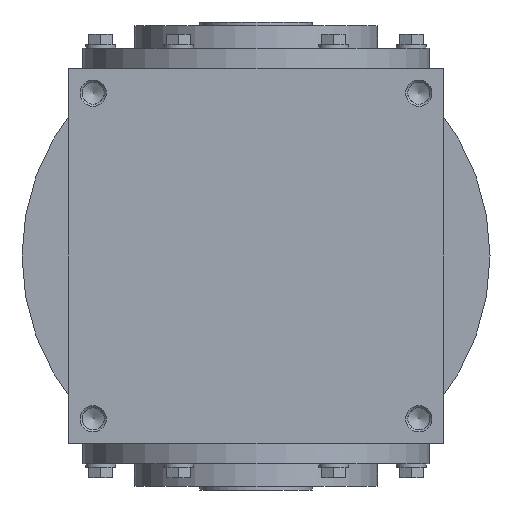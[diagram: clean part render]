
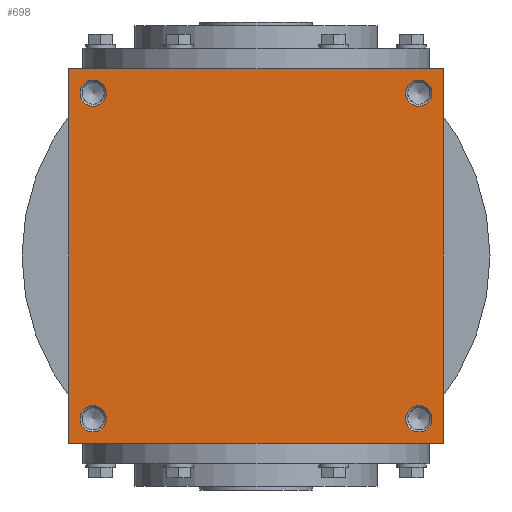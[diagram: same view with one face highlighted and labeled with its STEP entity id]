
A CAD part, left-side view. The second image highlights one B-rep face of the part: STEP entity #698.
In plain terms, the highlighted face is planar.
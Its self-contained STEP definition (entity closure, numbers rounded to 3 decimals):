
#698 = ADVANCED_FACE( '', ( #1396, #1397, #1398, #1399, #1400 ), #1401, .F. );
#1396 = FACE_BOUND( '', #2116, .T. );
#1397 = FACE_BOUND( '', #2117, .T. );
#1398 = FACE_BOUND( '', #2118, .T. );
#1399 = FACE_BOUND( '', #2119, .T. );
#1400 = FACE_OUTER_BOUND( '', #2120, .T. );
#1401 = PLANE( '', #2121 );
#2116 = EDGE_LOOP( '', ( #3325 ) );
#2117 = EDGE_LOOP( '', ( #3326 ) );
#2118 = EDGE_LOOP( '', ( #3327 ) );
#2119 = EDGE_LOOP( '', ( #3328 ) );
#2120 = EDGE_LOOP( '', ( #3329, #3330, #3331, #3332 ) );
#2121 = AXIS2_PLACEMENT_3D( '', #3333, #3334, #3335 );
#3325 = ORIENTED_EDGE( '', *, *, #4048, .F. );
#3326 = ORIENTED_EDGE( '', *, *, #4131, .T. );
#3327 = ORIENTED_EDGE( '', *, *, #3778, .F. );
#3328 = ORIENTED_EDGE( '', *, *, #4132, .T. );
#3329 = ORIENTED_EDGE( '', *, *, #3906, .F. );
#3330 = ORIENTED_EDGE( '', *, *, #4133, .F. );
#3331 = ORIENTED_EDGE( '', *, *, #3954, .F. );
#3332 = ORIENTED_EDGE( '', *, *, #4134, .F. );
#3333 = CARTESIAN_POINT( '', ( 0., 0., -100. ) );
#3334 = DIRECTION( '', ( 0., 0., 1. ) );
#3335 = DIRECTION( '', ( 1., 0., 0. ) );
#3778 = EDGE_CURVE( '', #4358, #4358, #4359, .T. );
#3906 = EDGE_CURVE( '', #4557, #4558, #4559, .T. );
#3954 = EDGE_CURVE( '', #4634, #4635, #4636, .T. );
#4048 = EDGE_CURVE( '', #4756, #4756, #4757, .T. );
#4131 = EDGE_CURVE( '', #4861, #4861, #4862, .T. );
#4132 = EDGE_CURVE( '', #4863, #4863, #4864, .T. );
#4133 = EDGE_CURVE( '', #4635, #4557, #4865, .T. );
#4134 = EDGE_CURVE( '', #4558, #4634, #4866, .T. );
#4358 = VERTEX_POINT( '', #5147 );
#4359 = CIRCLE( '', #5148, 7. );
#4557 = VERTEX_POINT( '', #5409 );
#4558 = VERTEX_POINT( '', #5410 );
#4559 = LINE( '', #5411, #5412 );
#4634 = VERTEX_POINT( '', #5509 );
#4635 = VERTEX_POINT( '', #5510 );
#4636 = LINE( '', #5511, #5512 );
#4756 = VERTEX_POINT( '', #5672 );
#4757 = CIRCLE( '', #5673, 7. );
#4861 = VERTEX_POINT( '', #5794 );
#4862 = CIRCLE( '', #5795, 7. );
#4863 = VERTEX_POINT( '', #5796 );
#4864 = CIRCLE( '', #5797, 7. );
#4865 = LINE( '', #5798, #5799 );
#4866 = LINE( '', #5800, #5801 );
#5147 = CARTESIAN_POINT( '', ( -94., -87., -100. ) );
#5148 = AXIS2_PLACEMENT_3D( '', #6039, #6040, #6041 );
#5409 = CARTESIAN_POINT( '', ( -100., 100., -100. ) );
#5410 = CARTESIAN_POINT( '', ( -100., -100., -100. ) );
#5411 = CARTESIAN_POINT( '', ( -100., 100., -100. ) );
#5412 = VECTOR( '', #6253, 1000. );
#5509 = CARTESIAN_POINT( '', ( 100., -100., -100. ) );
#5510 = CARTESIAN_POINT( '', ( 100., 100., -100. ) );
#5511 = CARTESIAN_POINT( '', ( 100., -100., -100. ) );
#5512 = VECTOR( '', #6343, 1000. );
#5672 = CARTESIAN_POINT( '', ( -94., 87., -100. ) );
#5673 = AXIS2_PLACEMENT_3D( '', #6462, #6463, #6464 );
#5794 = CARTESIAN_POINT( '', ( 94., 87., -100. ) );
#5795 = AXIS2_PLACEMENT_3D( '', #6567, #6568, #6569 );
#5796 = CARTESIAN_POINT( '', ( 94., -87., -100. ) );
#5797 = AXIS2_PLACEMENT_3D( '', #6570, #6571, #6572 );
#5798 = CARTESIAN_POINT( '', ( 100., 100., -100. ) );
#5799 = VECTOR( '', #6573, 1000. );
#5800 = CARTESIAN_POINT( '', ( -100., -100., -100. ) );
#5801 = VECTOR( '', #6574, 1000. );
#6039 = CARTESIAN_POINT( '', ( -87., -87., -100. ) );
#6040 = DIRECTION( '', ( 0., 0., -1. ) );
#6041 = DIRECTION( '', ( -1., 0., 0. ) );
#6253 = DIRECTION( '', ( 0., -1., 0. ) );
#6343 = DIRECTION( '', ( 0., 1., 0. ) );
#6462 = CARTESIAN_POINT( '', ( -87., 87., -100. ) );
#6463 = DIRECTION( '', ( 0., 0., -1. ) );
#6464 = DIRECTION( '', ( -1., 0., 0. ) );
#6567 = CARTESIAN_POINT( '', ( 87., 87., -100. ) );
#6568 = DIRECTION( '', ( 0., 0., 1. ) );
#6569 = DIRECTION( '', ( 1., 0., 0. ) );
#6570 = CARTESIAN_POINT( '', ( 87., -87., -100. ) );
#6571 = DIRECTION( '', ( 0., 0., 1. ) );
#6572 = DIRECTION( '', ( 1., 0., 0. ) );
#6573 = DIRECTION( '', ( -1., 0., 0. ) );
#6574 = DIRECTION( '', ( 1., 0., 0. ) );
